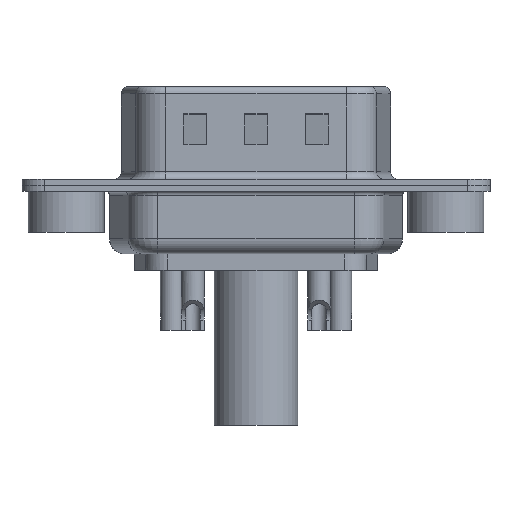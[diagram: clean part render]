
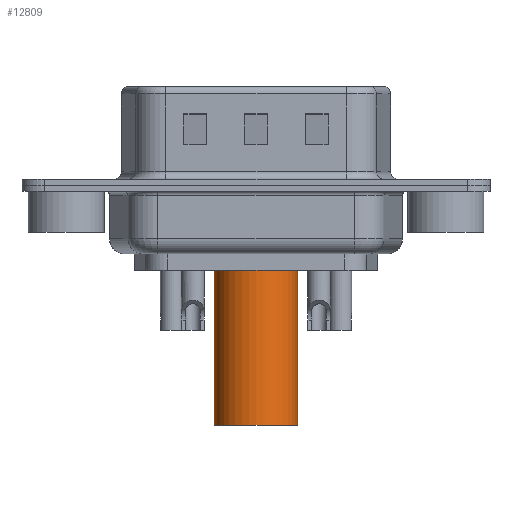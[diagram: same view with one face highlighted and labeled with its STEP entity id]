
A CAD part, front view. The second image highlights one B-rep face of the part: STEP entity #12809.
In plain terms, the highlighted cylindrical face has radius 2.75 mm (diameter 5.5 mm), a partial arc.
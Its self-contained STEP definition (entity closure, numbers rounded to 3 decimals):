
#36 = EDGE_CURVE ( 'NONE', #10331, #256, #2192, .T. ) ;
#113 = EDGE_CURVE ( 'NONE', #8290, #3573, #12536, .T. ) ;
#172 = DIRECTION ( 'NONE',  ( 0., 0., -1. ) ) ;
#214 = EDGE_CURVE ( 'NONE', #10331, #8290, #8927, .T. ) ;
#256 = VERTEX_POINT ( 'NONE', #2333 ) ;
#300 = CARTESIAN_POINT ( 'NONE',  ( 0., 0., -8.7 ) ) ;
#349 = EDGE_CURVE ( 'NONE', #11002, #3573, #4592, .T. ) ;
#409 = EDGE_CURVE ( 'NONE', #11002, #2684, #660, .T. ) ;
#454 = EDGE_CURVE ( 'NONE', #256, #2684, #6813, .T. ) ;
#574 = DIRECTION ( 'NONE',  ( 0., 0., -1. ) ) ;
#660 = LINE ( 'NONE', #4243, #12009 ) ;
#1333 = VECTOR ( 'NONE', #172, 1000. ) ;
#1385 = DIRECTION ( 'NONE',  ( 0., 0., 1. ) ) ;
#2192 = LINE ( 'NONE', #5101, #13243 ) ;
#2333 = CARTESIAN_POINT ( 'NONE',  ( -2.75, 0., 1.5 ) ) ;
#2684 = VERTEX_POINT ( 'NONE', #7129 ) ;
#3064 = VECTOR ( 'NONE', #574, 1000. ) ;
#3245 = DIRECTION ( 'NONE',  ( 1., 0., 0. ) ) ;
#3573 = VERTEX_POINT ( 'NONE', #3836 ) ;
#3836 = CARTESIAN_POINT ( 'NONE',  ( 2.75, 0., -8.7 ) ) ;
#3864 = ORIENTED_EDGE ( 'NONE', *, *, #349, .F. ) ;
#3969 = CYLINDRICAL_SURFACE ( 'NONE', #7064, 2.75 ) ;
#4243 = CARTESIAN_POINT ( 'NONE',  ( 2.75, 0., 4.234 ) ) ;
#4592 = LINE ( 'NONE', #6690, #1333 ) ;
#5101 = CARTESIAN_POINT ( 'NONE',  ( -2.75, 0., 4.234 ) ) ;
#5162 = DIRECTION ( 'NONE',  ( 1., 0., 0. ) ) ;
#6131 = ORIENTED_EDGE ( 'NONE', *, *, #113, .T. ) ;
#6603 = DIRECTION ( 'NONE',  ( 1., 0., 0. ) ) ;
#6690 = CARTESIAN_POINT ( 'NONE',  ( 2.75, 0., -8.7 ) ) ;
#6813 = CIRCLE ( 'NONE', #13145, 2.75 ) ;
#6963 = CARTESIAN_POINT ( 'NONE',  ( -2.75, 0., -7.764 ) ) ;
#7052 = ORIENTED_EDGE ( 'NONE', *, *, #36, .F. ) ;
#7064 = AXIS2_PLACEMENT_3D ( 'NONE', #9841, #14261, #3245 ) ;
#7129 = CARTESIAN_POINT ( 'NONE',  ( 2.75, 0., 1.5 ) ) ;
#7932 = ORIENTED_EDGE ( 'NONE', *, *, #409, .T. ) ;
#8212 = CARTESIAN_POINT ( 'NONE',  ( -2.75, 0., -8.7 ) ) ;
#8290 = VERTEX_POINT ( 'NONE', #12194 ) ;
#8927 = LINE ( 'NONE', #8212, #3064 ) ;
#9714 = EDGE_LOOP ( 'NONE', ( #7052, #13903, #6131, #3864, #7932, #10587 ) ) ;
#9841 = CARTESIAN_POINT ( 'NONE',  ( 0., 0., 4.234 ) ) ;
#9949 = CARTESIAN_POINT ( 'NONE',  ( 0., 0., 1.5 ) ) ;
#10243 = DIRECTION ( 'NONE',  ( 0., 0., 1. ) ) ;
#10331 = VERTEX_POINT ( 'NONE', #6963 ) ;
#10587 = ORIENTED_EDGE ( 'NONE', *, *, #454, .F. ) ;
#11002 = VERTEX_POINT ( 'NONE', #12693 ) ;
#11759 = DIRECTION ( 'NONE',  ( 0., 0., 1. ) ) ;
#11940 = AXIS2_PLACEMENT_3D ( 'NONE', #300, #12892, #6603 ) ;
#12009 = VECTOR ( 'NONE', #11759, 1000. ) ;
#12194 = CARTESIAN_POINT ( 'NONE',  ( -2.75, 0., -8.7 ) ) ;
#12536 = CIRCLE ( 'NONE', #11940, 2.75 ) ;
#12693 = CARTESIAN_POINT ( 'NONE',  ( 2.75, 0., -7.764 ) ) ;
#12757 = FACE_OUTER_BOUND ( 'NONE', #9714, .T. ) ;
#12809 = ADVANCED_FACE ( 'NONE', ( #12757 ), #3969, .T. ) ;
#12892 = DIRECTION ( 'NONE',  ( 0., 0., 1. ) ) ;
#13145 = AXIS2_PLACEMENT_3D ( 'NONE', #9949, #1385, #5162 ) ;
#13243 = VECTOR ( 'NONE', #10243, 1000. ) ;
#13903 = ORIENTED_EDGE ( 'NONE', *, *, #214, .T. ) ;
#14261 = DIRECTION ( 'NONE',  ( 0., 0., 1. ) ) ;
